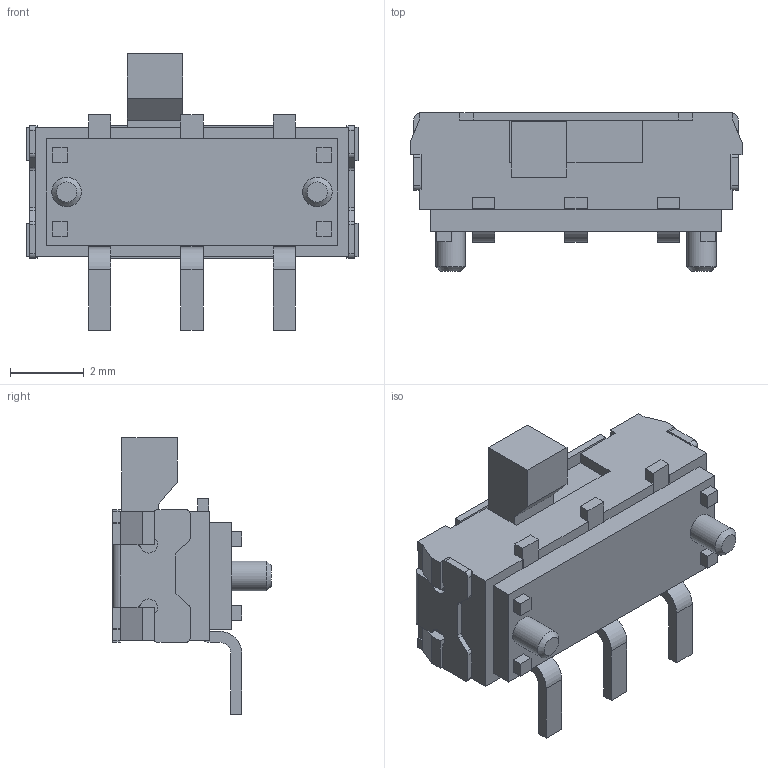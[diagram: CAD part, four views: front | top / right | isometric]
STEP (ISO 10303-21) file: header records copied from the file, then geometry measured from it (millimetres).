
FILE_DESCRIPTION(/* description */ ('STEP AP214'),/* implementation_level */ '2;1');
FILE_NAME(/* name */ 'JS102011SAQN.stp',/* time_stamp */ '2019-02-22T22:11:44-05:00',/* author */ ('agk99'),/* organization */ (''),/* preprocessor_version */ 'ST-DEVELOPER v16.13',/* originating_system */ 'Autodesk Inventor 2018',/* authorisation */ ' ');
FILE_SCHEMA (('AUTOMOTIVE_DESIGN { 1 0 10303 214 3 1 1 }'));
Length unit declared in the file: metre
Products named in the file (1): JS102011SAQN
Bounding box: 9 x 4.3 x 7.5 mm (x, y, z)
Volume: 99.6 mm3; surface area: 195.6 mm2
Topology: 1 solids, 1 shells, 277 faces, 777 edges, 508 vertices
Faces by surface type: plane 215, cylinder 40, bspline 20, cone 2
Full cylindrical faces by diameter (mm): 0.8 x2
Entity records: 9220 total; most frequent: CARTESIAN_POINT 2029, ORIENTED_EDGE 1542, DIRECTION 1345, EDGE_CURVE 771, LINE 637, VECTOR 637, VERTEX_POINT 506, AXIS2_PLACEMENT_3D 354
